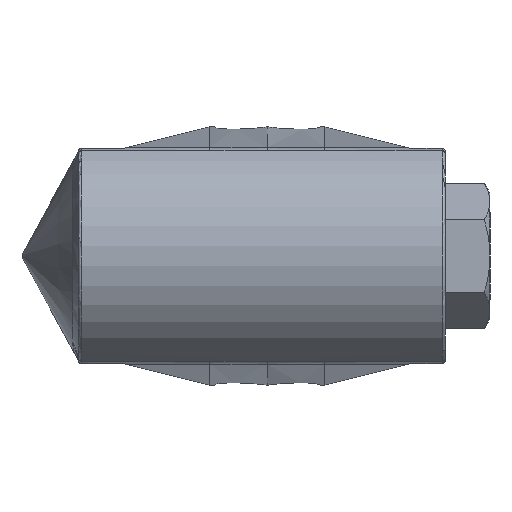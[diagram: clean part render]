
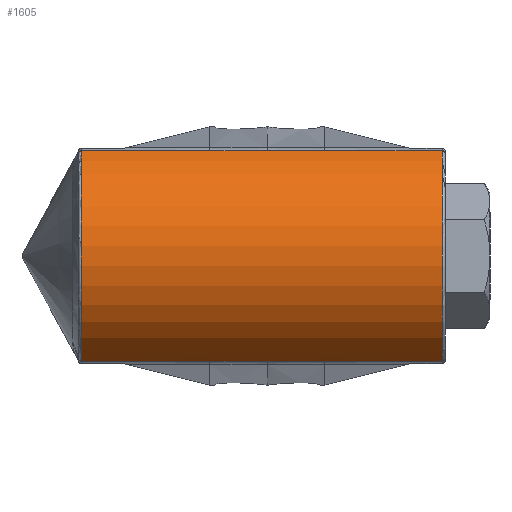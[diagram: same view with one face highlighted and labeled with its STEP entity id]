
A CAD part, left-side view. The second image highlights one B-rep face of the part: STEP entity #1605.
In plain terms, the highlighted cylindrical face has radius 10.4 mm (diameter 20.8 mm), a partial arc.
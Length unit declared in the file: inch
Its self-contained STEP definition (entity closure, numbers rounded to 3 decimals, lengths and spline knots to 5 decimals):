
#43 = CARTESIAN_POINT ( 'NONE',  ( -0.7363, 0.42011, -0.36739 ) ) ;
#52 = CARTESIAN_POINT ( 'NONE',  ( -0.73736, 1.14748, -0.36687 ) ) ;
#69 = ORIENTED_EDGE ( 'NONE', *, *, #3511, .T. ) ;
#142 = EDGE_LOOP ( 'NONE', ( #1981, #4045, #4350, #4219, #1513, #3902, #69, #1664, #4300, #297 ) ) ;
#182 = CARTESIAN_POINT ( 'NONE',  ( -0.7363, 0.42011, 0.36739 ) ) ;
#265 = CARTESIAN_POINT ( 'NONE',  ( -0.73582, 0.53727, -0.36763 ) ) ;
#271 = B_SPLINE_CURVE_WITH_KNOTS ( 'NONE', 3,
 ( #587, #935, #265, #4278, #573, #3302, #1628, #2661, #1300, #1641 ),
 .UNSPECIFIED., .F., .F.,
 ( 4, 3, 3, 4 ),
 ( 0., 0.00142, 0.00325, 0.00507 ),
 .UNSPECIFIED. ) ;
#297 = ORIENTED_EDGE ( 'NONE', *, *, #4323, .F. ) ;
#366 = CIRCLE ( 'NONE', #3391, 0.40945 ) ;
#371 = VECTOR ( 'NONE', #397, 39.37008 ) ;
#390 = CARTESIAN_POINT ( 'NONE',  ( -0.73736, 0.30022, -0.36687 ) ) ;
#397 = DIRECTION ( 'NONE',  ( 0., 1., 0. ) ) ;
#416 = DIRECTION ( 'NONE',  ( 0., -1., 0. ) ) ;
#426 = CARTESIAN_POINT ( 'NONE',  ( -0.73698, 0.34818, -0.36706 ) ) ;
#479 = CIRCLE ( 'NONE', #940, 0.40945 ) ;
#488 = VERTEX_POINT ( 'NONE', #3237 ) ;
#504 = VERTEX_POINT ( 'NONE', #2878 ) ;
#559 = VERTEX_POINT ( 'NONE', #3893 ) ;
#573 = CARTESIAN_POINT ( 'NONE',  ( -0.7363, 0.57989, -0.36739 ) ) ;
#587 = CARTESIAN_POINT ( 'NONE',  ( -0.73533, 0.5, -0.36787 ) ) ;
#657 = VERTEX_POINT ( 'NONE', #1644 ) ;
#680 = CYLINDRICAL_SURFACE ( 'NONE', #2605, 0.40945 ) ;
#709 = B_SPLINE_CURVE_WITH_KNOTS ( 'NONE', 3,
 ( #2399, #1123, #1773, #2806, #43, #3134, #2451, #426, #759, #390 ),
 .UNSPECIFIED., .F., .F.,
 ( 4, 3, 3, 4 ),
 ( 0., 0.00142, 0.00325, 0.00507 ),
 .UNSPECIFIED. ) ;
#759 = CARTESIAN_POINT ( 'NONE',  ( -0.73718, 0.3242, -0.36696 ) ) ;
#795 = DIRECTION ( 'NONE',  ( 0., -1., 0. ) ) ;
#811 = CARTESIAN_POINT ( 'NONE',  ( -0.73582, 0.46273, 0.36763 ) ) ;
#817 = VECTOR ( 'NONE', #2022, 39.37008 ) ;
#842 = CARTESIAN_POINT ( 'NONE',  ( -0.73718, 0.6758, 0.36696 ) ) ;
#860 = CARTESIAN_POINT ( 'NONE',  ( -0.73533, 0.5, 0.36787 ) ) ;
#907 = LINE ( 'NONE', #1949, #817 ) ;
#935 = CARTESIAN_POINT ( 'NONE',  ( -0.73559, 0.51864, -0.36774 ) ) ;
#940 = AXIS2_PLACEMENT_3D ( 'NONE', #4087, #2710, #3744 ) ;
#1053 = EDGE_CURVE ( 'NONE', #657, #504, #3802, .T. ) ;
#1064 = LINE ( 'NONE', #1452, #371 ) ;
#1066 = CARTESIAN_POINT ( 'NONE',  ( -0.55555, 1.14748, 0. ) ) ;
#1096 = CARTESIAN_POINT ( 'NONE',  ( -0.55555, 0.5, 0. ) ) ;
#1123 = CARTESIAN_POINT ( 'NONE',  ( -0.73559, 0.48136, -0.36774 ) ) ;
#1157 = CARTESIAN_POINT ( 'NONE',  ( -0.73559, 0.48136, 0.36774 ) ) ;
#1162 = CARTESIAN_POINT ( 'NONE',  ( -0.73559, 0.51864, 0.36774 ) ) ;
#1170 = CARTESIAN_POINT ( 'NONE',  ( -0.7363, 0.57989, 0.36739 ) ) ;
#1188 = CARTESIAN_POINT ( 'NONE',  ( -0.73736, 0.30022, 0.36687 ) ) ;
#1206 = EDGE_CURVE ( 'NONE', #2625, #4249, #271, .T. ) ;
#1300 = CARTESIAN_POINT ( 'NONE',  ( -0.73718, 0.6758, -0.36696 ) ) ;
#1400 = CARTESIAN_POINT ( 'NONE',  ( -0.73736, 0.69978, 0.36687 ) ) ;
#1440 = CARTESIAN_POINT ( 'NONE',  ( -0.73533, 0.5, 0.36787 ) ) ;
#1452 = CARTESIAN_POINT ( 'NONE',  ( -0.73736, 0.5, 0.36687 ) ) ;
#1463 = CARTESIAN_POINT ( 'NONE',  ( -0.73736, 0.5, -0.36687 ) ) ;
#1495 = CARTESIAN_POINT ( 'NONE',  ( -0.73676, 0.37216, 0.36717 ) ) ;
#1511 = VECTOR ( 'NONE', #795, 39.37008 ) ;
#1513 = ORIENTED_EDGE ( 'NONE', *, *, #4245, .T. ) ;
#1515 = CARTESIAN_POINT ( 'NONE',  ( -0.73603, 0.55591, 0.36753 ) ) ;
#1534 = CARTESIAN_POINT ( 'NONE',  ( -0.73654, 0.39613, 0.36728 ) ) ;
#1605 = ADVANCED_FACE ( 'NONE', ( #2822 ), #680, .T. ) ;
#1620 = VERTEX_POINT ( 'NONE', #1440 ) ;
#1628 = CARTESIAN_POINT ( 'NONE',  ( -0.73676, 0.62784, -0.36717 ) ) ;
#1641 = CARTESIAN_POINT ( 'NONE',  ( -0.73736, 0.69978, -0.36687 ) ) ;
#1644 = CARTESIAN_POINT ( 'NONE',  ( -0.73736, 0.30022, -0.36687 ) ) ;
#1651 = EDGE_CURVE ( 'NONE', #559, #1829, #366, .T. ) ;
#1664 = ORIENTED_EDGE ( 'NONE', *, *, #3256, .T. ) ;
#1773 = CARTESIAN_POINT ( 'NONE',  ( -0.73582, 0.46273, -0.36763 ) ) ;
#1829 = VERTEX_POINT ( 'NONE', #52 ) ;
#1835 = CARTESIAN_POINT ( 'NONE',  ( -0.73718, 0.3242, 0.36696 ) ) ;
#1853 = CARTESIAN_POINT ( 'NONE',  ( -0.73736, 0.69978, 0.36687 ) ) ;
#1879 = EDGE_CURVE ( 'NONE', #4249, #1829, #3914, .T. ) ;
#1949 = CARTESIAN_POINT ( 'NONE',  ( -0.73736, 0.5, 0.36687 ) ) ;
#1981 = ORIENTED_EDGE ( 'NONE', *, *, #4099, .F. ) ;
#1988 = VERTEX_POINT ( 'NONE', #1400 ) ;
#2022 = DIRECTION ( 'NONE',  ( 0., -1., 0. ) ) ;
#2085 = CARTESIAN_POINT ( 'NONE',  ( -0.73736, 0.69978, -0.36687 ) ) ;
#2147 = CARTESIAN_POINT ( 'NONE',  ( -0.73582, 0.53727, 0.36763 ) ) ;
#2360 = DIRECTION ( 'NONE',  ( 0., 0., 1. ) ) ;
#2399 = CARTESIAN_POINT ( 'NONE',  ( -0.73533, 0.5, -0.36787 ) ) ;
#2418 = VERTEX_POINT ( 'NONE', #2793 ) ;
#2451 = CARTESIAN_POINT ( 'NONE',  ( -0.73676, 0.37216, -0.36717 ) ) ;
#2502 = CARTESIAN_POINT ( 'NONE',  ( -0.73533, 0.5, 0.36787 ) ) ;
#2563 = EDGE_CURVE ( 'NONE', #488, #1620, #4025, .T. ) ;
#2605 = AXIS2_PLACEMENT_3D ( 'NONE', #1096, #416, #3822 ) ;
#2625 = VERTEX_POINT ( 'NONE', #2950 ) ;
#2661 = CARTESIAN_POINT ( 'NONE',  ( -0.73698, 0.65182, -0.36706 ) ) ;
#2710 = DIRECTION ( 'NONE',  ( 0., 1., 0. ) ) ;
#2793 = CARTESIAN_POINT ( 'NONE',  ( -0.73736, -0.11, 0.36687 ) ) ;
#2806 = CARTESIAN_POINT ( 'NONE',  ( -0.73603, 0.44409, -0.36753 ) ) ;
#2822 = FACE_OUTER_BOUND ( 'NONE', #142, .T. ) ;
#2878 = CARTESIAN_POINT ( 'NONE',  ( -0.73736, -0.11, -0.36687 ) ) ;
#2929 = CARTESIAN_POINT ( 'NONE',  ( -0.73736, 0.5, -0.36687 ) ) ;
#2950 = CARTESIAN_POINT ( 'NONE',  ( -0.73533, 0.5, -0.36787 ) ) ;
#3134 = CARTESIAN_POINT ( 'NONE',  ( -0.73654, 0.39613, -0.36728 ) ) ;
#3142 = VECTOR ( 'NONE', #3558, 39.37008 ) ;
#3221 = CARTESIAN_POINT ( 'NONE',  ( -0.73698, 0.34818, 0.36706 ) ) ;
#3237 = CARTESIAN_POINT ( 'NONE',  ( -0.73736, 0.30022, 0.36687 ) ) ;
#3245 = CARTESIAN_POINT ( 'NONE',  ( -0.73603, 0.44409, 0.36753 ) ) ;
#3256 = EDGE_CURVE ( 'NONE', #2418, #488, #1064, .T. ) ;
#3302 = CARTESIAN_POINT ( 'NONE',  ( -0.73654, 0.60387, -0.36728 ) ) ;
#3391 = AXIS2_PLACEMENT_3D ( 'NONE', #1066, #4390, #2360 ) ;
#3511 = EDGE_CURVE ( 'NONE', #504, #2418, #479, .T. ) ;
#3556 = CARTESIAN_POINT ( 'NONE',  ( -0.73654, 0.60387, 0.36728 ) ) ;
#3558 = DIRECTION ( 'NONE',  ( 0., 1., 0. ) ) ;
#3744 = DIRECTION ( 'NONE',  ( 0., 0., -1. ) ) ;
#3789 = B_SPLINE_CURVE_WITH_KNOTS ( 'NONE', 3,
 ( #1853, #842, #4171, #4218, #3556, #1170, #1515, #2147, #1162, #2502 ),
 .UNSPECIFIED., .F., .F.,
 ( 4, 3, 3, 4 ),
 ( 0., 0.00183, 0.00365, 0.00507 ),
 .UNSPECIFIED. ) ;
#3802 = LINE ( 'NONE', #1463, #1511 ) ;
#3822 = DIRECTION ( 'NONE',  ( 0., 0., -1. ) ) ;
#3893 = CARTESIAN_POINT ( 'NONE',  ( -0.73736, 1.14748, 0.36687 ) ) ;
#3902 = ORIENTED_EDGE ( 'NONE', *, *, #1053, .T. ) ;
#3914 = LINE ( 'NONE', #2929, #3142 ) ;
#4025 = B_SPLINE_CURVE_WITH_KNOTS ( 'NONE', 3,
 ( #1188, #1835, #3221, #1495, #1534, #182, #3245, #811, #1157, #860 ),
 .UNSPECIFIED., .F., .F.,
 ( 4, 3, 3, 4 ),
 ( 0., 0.00183, 0.00365, 0.00507 ),
 .UNSPECIFIED. ) ;
#4045 = ORIENTED_EDGE ( 'NONE', *, *, #1651, .T. ) ;
#4087 = CARTESIAN_POINT ( 'NONE',  ( -0.55555, -0.11, 0. ) ) ;
#4099 = EDGE_CURVE ( 'NONE', #559, #1988, #907, .T. ) ;
#4171 = CARTESIAN_POINT ( 'NONE',  ( -0.73698, 0.65182, 0.36706 ) ) ;
#4218 = CARTESIAN_POINT ( 'NONE',  ( -0.73676, 0.62784, 0.36717 ) ) ;
#4219 = ORIENTED_EDGE ( 'NONE', *, *, #1206, .F. ) ;
#4245 = EDGE_CURVE ( 'NONE', #2625, #657, #709, .T. ) ;
#4249 = VERTEX_POINT ( 'NONE', #2085 ) ;
#4278 = CARTESIAN_POINT ( 'NONE',  ( -0.73603, 0.55591, -0.36753 ) ) ;
#4300 = ORIENTED_EDGE ( 'NONE', *, *, #2563, .T. ) ;
#4323 = EDGE_CURVE ( 'NONE', #1988, #1620, #3789, .T. ) ;
#4350 = ORIENTED_EDGE ( 'NONE', *, *, #1879, .F. ) ;
#4390 = DIRECTION ( 'NONE',  ( 0., -1., 0. ) ) ;
